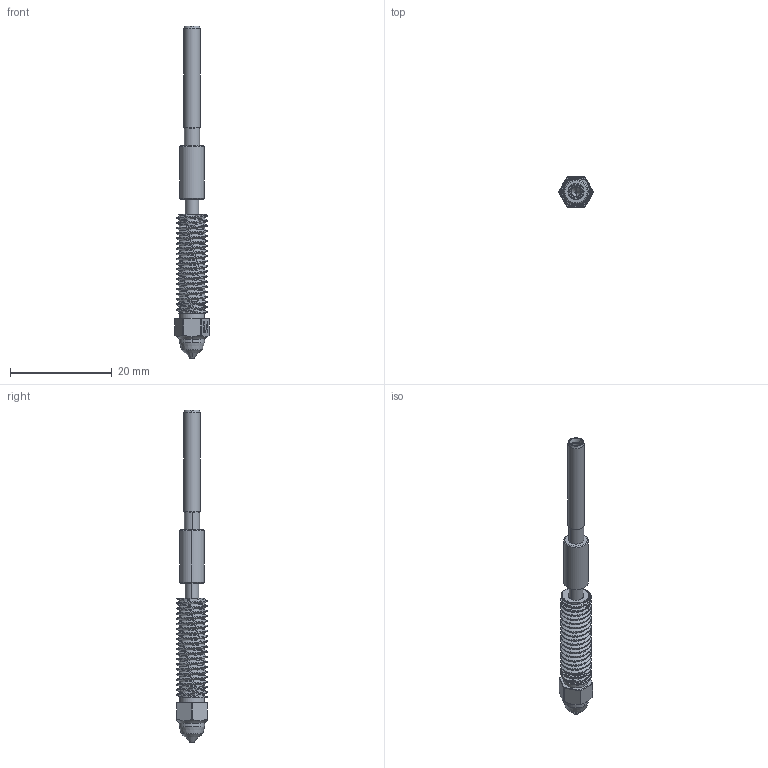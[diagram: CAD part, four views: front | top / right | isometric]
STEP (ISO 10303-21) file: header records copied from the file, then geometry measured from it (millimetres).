
FILE_DESCRIPTION(/* description */ (''),/* implementation_level */ '2;1');
FILE_NAME(/* name */ '一体式喷嘴.stp',/* time_stamp */ '2024-10-09T09:09:04+08:00',/* author */ (''),/* organization */ (''),/* preprocessor_version */ 'ST-DEVELOPER v16',/* originating_system */ 'SIEMENS PLM Software NX 11.0',/* authorisation */ '');
FILE_SCHEMA (('AP203_CONFIGURATION_CONTROLLED_3D_DESIGN_OF_MECHANICAL_PARTS_AND_ASSEMBLIES_MIM_LF { 1 0 10303 403 2 1 2}'));
Length unit declared in the file: millimetre
Products named in the file (5): 主体修改; F001-NZH-Cu175-0404_硬化钢喷嘴; F001-NZH-Cu175-0402_喉管散热件; F001-NZH-Cu175-0401_钛合金喉管; _asm1
Assembly tree (4 placements, depth 2):
  _asm1
    F001-NZH-Cu175-0401_钛合金喉管
    F001-NZH-Cu175-0402_喉管散热件
    F001-NZH-Cu175-0404_硬化钢喷嘴
    主体修改
Bounding box: 6.84 x 6 x 65.4 mm (x, y, z)
Volume: 838.6 mm3; surface area: 1933.5 mm2
Topology: 4 solids, 4 shells, 123 faces, 276 edges, 171 vertices
Faces by surface type: plane 43, cylinder 32, cone 26, bspline 15, torus 7
Full cylindrical faces by diameter (mm): 2 x1, 2.7 x1, 3.2 x1, 4.85 x1
Entity records: 10036 total; most frequent: CARTESIAN_POINT 6691, ORIENTED_EDGE 562, DIRECTION 552, EDGE_CURVE 281, AXIS2_PLACEMENT_3D 212, VERTEX_POINT 197, EDGE_LOOP 162, LINE 128
